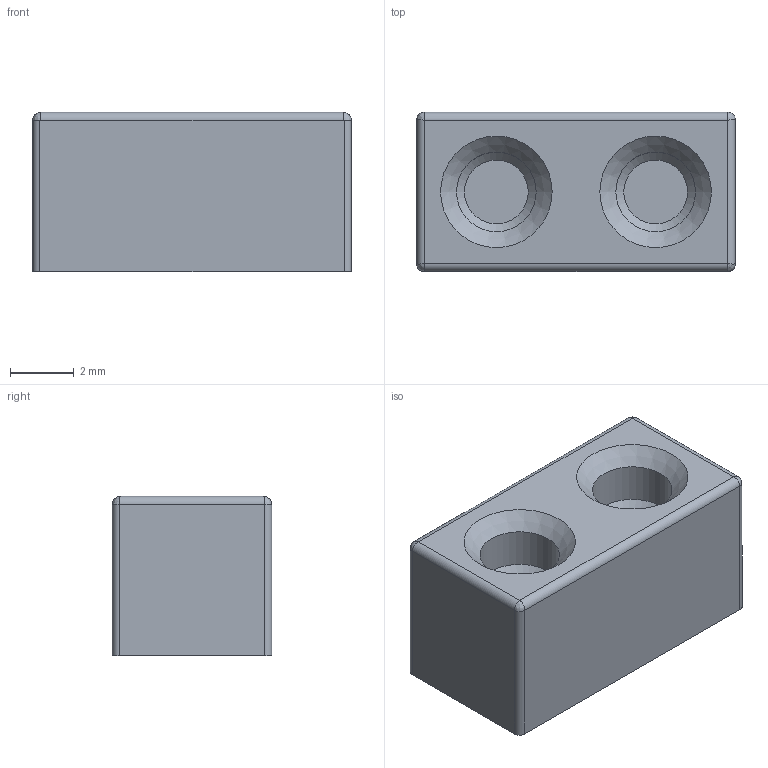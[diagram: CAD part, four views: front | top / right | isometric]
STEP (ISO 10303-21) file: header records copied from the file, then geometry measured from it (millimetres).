
FILE_DESCRIPTION(('FreeCAD Model'),'2;1');
FILE_NAME('Open CASCADE Shape Model','2025-03-21T22:21:36',('Author'),( ''),'Open CASCADE STEP processor 7.8','FreeCAD','Unknown');
FILE_SCHEMA(('AUTOMOTIVE_DESIGN { 1 0 10303 214 1 1 1 1 }'));
Length unit declared in the file: millimetre
Products named in the file (1): Body
Bounding box: 10 x 5 x 5 mm (x, y, z)
Volume: 228 mm3; surface area: 269.8 mm2
Topology: 1 solids, 1 shells, 26 faces, 54 edges, 28 vertices
Faces by surface type: cylinder 10, plane 8, bspline 4, cone 4
Full cylindrical faces by diameter (mm): 2.5 x2
Entity records: 974 total; most frequent: CARTESIAN_POINT 453, DIRECTION 104, ORIENTED_EDGE 100, EDGE_CURVE 50, AXIS2_PLACEMENT_3D 39, FACE_BOUND 28, EDGE_LOOP 28, VERTEX_POINT 28
